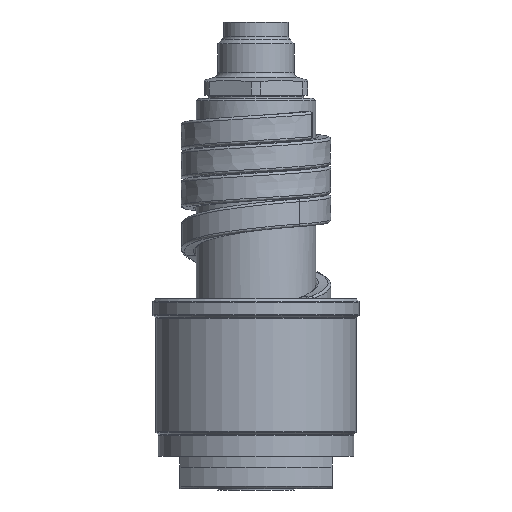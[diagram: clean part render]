
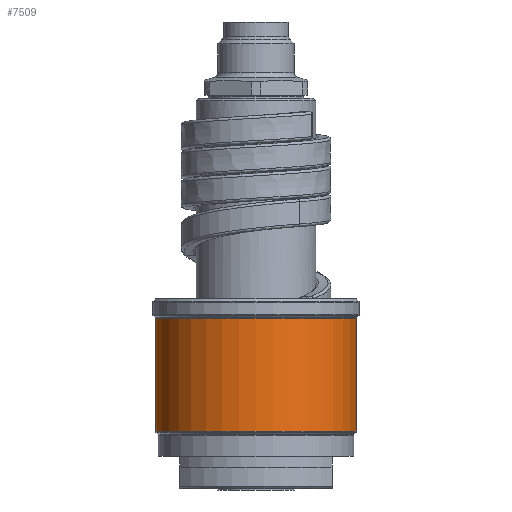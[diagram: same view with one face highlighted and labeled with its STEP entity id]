
A CAD part, front view. The second image highlights one B-rep face of the part: STEP entity #7509.
In plain terms, the highlighted cylindrical face has radius 18.5 mm (diameter 37 mm), a partial arc.
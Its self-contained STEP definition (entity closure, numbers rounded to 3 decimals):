
#1312=CARTESIAN_POINT('',(0.,0.,10.583));
#1313=DIRECTION('',(0.,0.,1.));
#1314=DIRECTION('',(-1.,0.,0.));
#1315=AXIS2_PLACEMENT_3D('',#1312,#1313,#1314);
#1317=DIRECTION('',(0.,0.,-1.));
#1318=VECTOR('',#1317,20.834);
#1319=CARTESIAN_POINT('',(-18.5,0.,31.417));
#1320=LINE('',#1319,#1318);
#1321=CARTESIAN_POINT('',(0.,0.,31.417));
#1322=DIRECTION('',(0.,0.,1.));
#1323=DIRECTION('',(-1.,0.,0.));
#1324=AXIS2_PLACEMENT_3D('',#1321,#1322,#1323);
#1326=DIRECTION('',(0.,0.,-1.));
#1327=VECTOR('',#1326,20.834);
#1328=CARTESIAN_POINT('',(18.5,0.,31.417));
#1329=LINE('',#1328,#1327);
#5416=CARTESIAN_POINT('',(18.5,0.,31.417));
#5417=CARTESIAN_POINT('',(-18.5,0.,31.417));
#5418=VERTEX_POINT('',#5416);
#5419=VERTEX_POINT('',#5417);
#5442=CARTESIAN_POINT('',(18.5,0.,10.583));
#5443=VERTEX_POINT('',#5442);
#5444=CARTESIAN_POINT('',(-18.5,0.,10.583));
#5445=VERTEX_POINT('',#5444);
#7495=CARTESIAN_POINT('',(0.,0.,8.75));
#7496=DIRECTION('',(0.,0.,1.));
#7497=DIRECTION('',(-1.,0.,0.));
#7498=AXIS2_PLACEMENT_3D('',#7495,#7496,#7497);
#7499=CYLINDRICAL_SURFACE('',#7498,18.5);
#7501=ORIENTED_EDGE('',*,*,#7500,.F.);
#7503=ORIENTED_EDGE('',*,*,#7502,.F.);
#7504=ORIENTED_EDGE('',*,*,#7485,.T.);
#7506=ORIENTED_EDGE('',*,*,#7505,.T.);
#7507=EDGE_LOOP('',(#7501,#7503,#7504,#7506));
#7508=FACE_OUTER_BOUND('',#7507,.F.);
#1316=CIRCLE('',#1315,18.5);
#1325=CIRCLE('',#1324,18.5);
#7485=EDGE_CURVE('',#5419,#5418,#1325,.T.);
#7500=EDGE_CURVE('',#5445,#5443,#1316,.T.);
#7502=EDGE_CURVE('',#5419,#5445,#1320,.T.);
#7505=EDGE_CURVE('',#5418,#5443,#1329,.T.);
#7509=ADVANCED_FACE('',(#7508),#7499,.T.);
